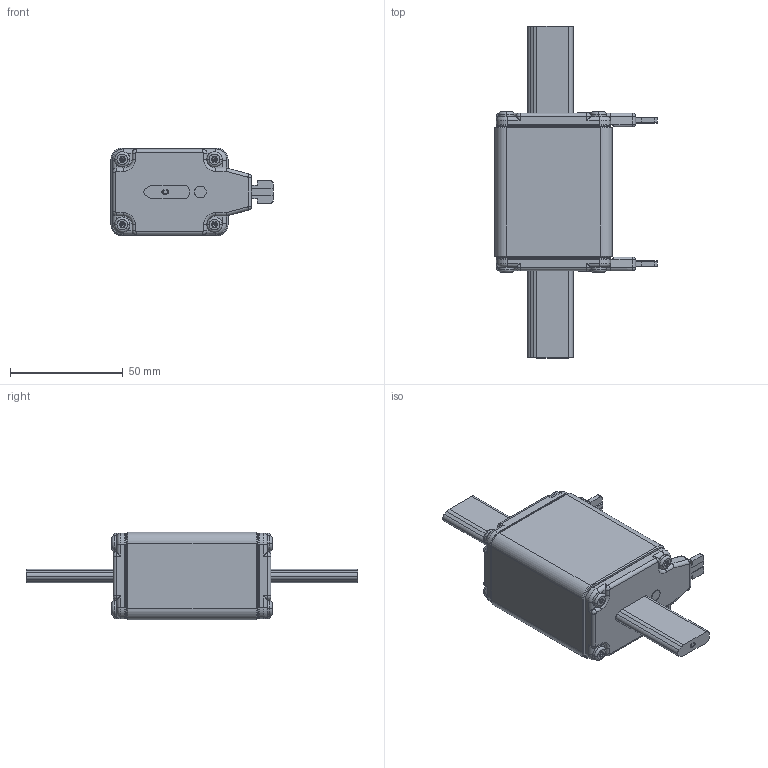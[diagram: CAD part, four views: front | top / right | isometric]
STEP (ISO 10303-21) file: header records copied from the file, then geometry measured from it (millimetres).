
FILE_DESCRIPTION (( 'STEP AP203' ), '1' );
FILE_NAME ('Assy -43.step', '2017-12-07T13:50:06', ( '' ), ( '' ), 'SwSTEP 2.0', 'SolidWorks 2013', '' );
FILE_SCHEMA (( 'CONFIG_CONTROL_DESIGN' ));
Length unit declared in the file: millimetre
Products named in the file (1): Assy -43
Bounding box: 72 x 147.5 x 39 mm (x, y, z)
Volume: 149727.5 mm3; surface area: 22311.5 mm2
Topology: 1 solids, 1 shells, 727 faces, 1810 edges, 1031 vertices
Faces by surface type: cylinder 316, plane 170, cone 152, torus 71, bspline 16, sphere 2
Entity records: 22339 total; most frequent: CARTESIAN_POINT 5322, DIRECTION 3731, ORIENTED_EDGE 3476, EDGE_CURVE 1738, AXIS2_PLACEMENT_3D 1432, VERTEX_POINT 1031, LINE 867, VECTOR 867
